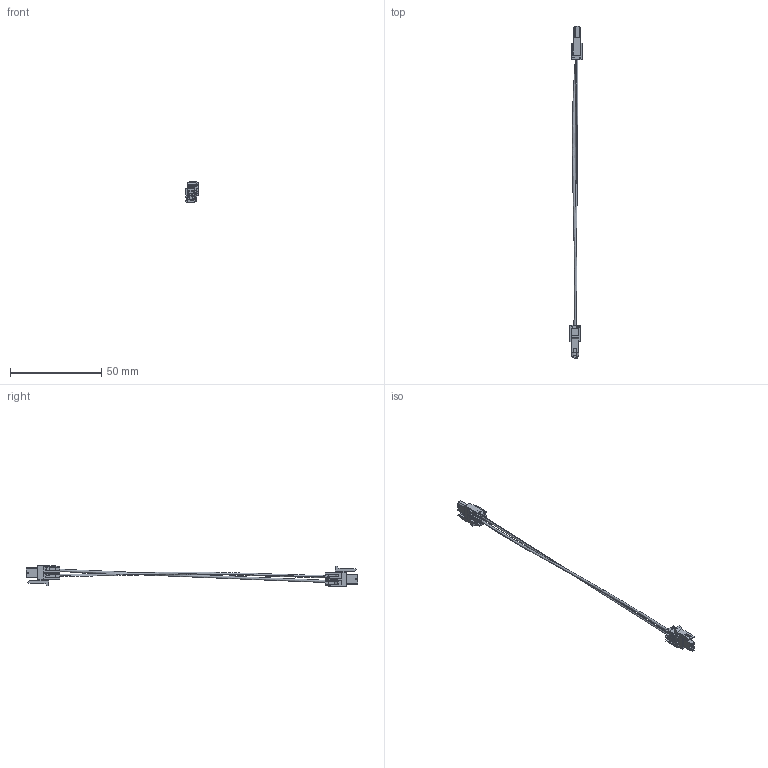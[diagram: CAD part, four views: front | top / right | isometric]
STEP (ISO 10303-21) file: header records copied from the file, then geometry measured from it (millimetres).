
FILE_DESCRIPTION(('STEP AP242'),'1');
FILE_NAME('2283631022.stp','2025-11-10T12:07:01',('TraceParts'),('TraceParts S.A.S.'),'Spatial InterOp 3D',' ',' ');
FILE_SCHEMA(('AP242_MANAGED_MODEL_BASED_3D_ENGINEERING_MIM_LF {1 0 10303 442 1 1 4}'));
Length unit declared in the file: millimetre
Products named in the file (1): 2283631022cm000_01
Bounding box: 6.75 x 182.32 x 11.09 mm (x, y, z)
Volume: 1407.3 mm3; surface area: 3292.2 mm2
Topology: 8 solids, 8 shells, 892 faces, 2478 edges, 1644 vertices
Faces by surface type: plane 644, cylinder 230, cone 8, extrusion 8, bspline 2
Entity records: 28988 total; most frequent: CARTESIAN_POINT 5624, ORIENTED_EDGE 4956, DIRECTION 4680, EDGE_CURVE 2478, VECTOR 1940, LINE 1932, VERTEX_POINT 1644, AXIS2_PLACEMENT_3D 1370
